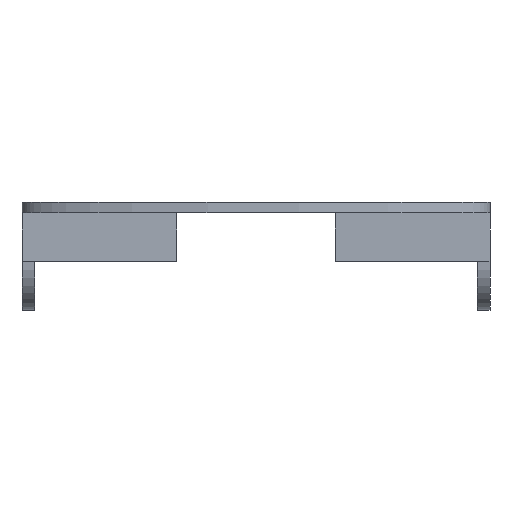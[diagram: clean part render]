
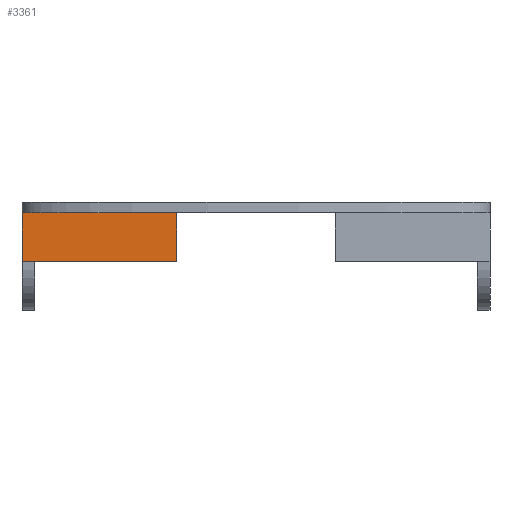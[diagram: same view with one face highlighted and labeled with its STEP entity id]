
A CAD part, left-side view. The second image highlights one B-rep face of the part: STEP entity #3361.
In plain terms, the highlighted planar face has unit normal (-1, 0, 0).
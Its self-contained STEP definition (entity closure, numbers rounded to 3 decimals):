
#47 = PLANE('',#48);
#48 = AXIS2_PLACEMENT_3D('',#49,#50,#51);
#49 = CARTESIAN_POINT('',(0.,65.,-3.18));
#50 = DIRECTION('',(0.,1.,0.));
#51 = DIRECTION('',(0.,0.,1.));
#131 = PLANE('',#132);
#132 = AXIS2_PLACEMENT_3D('',#133,#134,#135);
#133 = CARTESIAN_POINT('',(-3.881,0.,0.));
#134 = DIRECTION('',(0.,0.,1.));
#135 = DIRECTION('',(1.,0.,0.));
#453 = VERTEX_POINT('',#454);
#454 = CARTESIAN_POINT('',(-81.5,65.,-13.5));
#468 = PLANE('',#469);
#469 = AXIS2_PLACEMENT_3D('',#470,#471,#472);
#470 = CARTESIAN_POINT('',(-78.5,65.,-13.5));
#471 = DIRECTION('',(0.,0.,-1.));
#472 = DIRECTION('',(-1.,0.,0.));
#480 = EDGE_CURVE('',#453,#481,#483,.T.);
#481 = VERTEX_POINT('',#482);
#482 = CARTESIAN_POINT('',(-81.5,65.,0.));
#483 = SURFACE_CURVE('',#484,(#488,#495),.PCURVE_S1.);
#484 = LINE('',#485,#486);
#485 = CARTESIAN_POINT('',(-81.5,65.,-13.5));
#486 = VECTOR('',#487,1.);
#487 = DIRECTION('',(0.,0.,1.));
#488 = PCURVE('',#47,#489);
#489 = DEFINITIONAL_REPRESENTATION('',(#490),#494);
#490 = LINE('',#491,#492);
#491 = CARTESIAN_POINT('',(-10.32,-81.5));
#492 = VECTOR('',#493,1.);
#493 = DIRECTION('',(1.,0.));
#494 = ( GEOMETRIC_REPRESENTATION_CONTEXT(2) 
PARAMETRIC_REPRESENTATION_CONTEXT() REPRESENTATION_CONTEXT('2D SPACE',''
  ) );
#495 = PCURVE('',#496,#501);
#496 = PLANE('',#497);
#497 = AXIS2_PLACEMENT_3D('',#498,#499,#500);
#498 = CARTESIAN_POINT('',(-81.5,65.,-13.5));
#499 = DIRECTION('',(-1.,0.,0.));
#500 = DIRECTION('',(0.,0.,1.));
#501 = DEFINITIONAL_REPRESENTATION('',(#502),#506);
#502 = LINE('',#503,#504);
#503 = CARTESIAN_POINT('',(0.,0.));
#504 = VECTOR('',#505,1.);
#505 = DIRECTION('',(1.,0.));
#506 = ( GEOMETRIC_REPRESENTATION_CONTEXT(2) 
PARAMETRIC_REPRESENTATION_CONTEXT() REPRESENTATION_CONTEXT('2D SPACE',''
  ) );
#1528 = VERTEX_POINT('',#1529);
#1529 = CARTESIAN_POINT('',(-81.5,22.,0.));
#1543 = PLANE('',#1544);
#1544 = AXIS2_PLACEMENT_3D('',#1545,#1546,#1547);
#1545 = CARTESIAN_POINT('',(-65.,22.,-10.57));
#1546 = DIRECTION('',(-0.,-1.,0.));
#1547 = DIRECTION('',(0.,0.,1.));
#1555 = EDGE_CURVE('',#481,#1528,#1556,.T.);
#1556 = SURFACE_CURVE('',#1557,(#1561,#1568),.PCURVE_S1.);
#1557 = LINE('',#1558,#1559);
#1558 = CARTESIAN_POINT('',(-81.5,65.,0.));
#1559 = VECTOR('',#1560,1.);
#1560 = DIRECTION('',(-0.,-1.,0.));
#1561 = PCURVE('',#131,#1562);
#1562 = DEFINITIONAL_REPRESENTATION('',(#1563),#1567);
#1563 = LINE('',#1564,#1565);
#1564 = CARTESIAN_POINT('',(-77.619,65.));
#1565 = VECTOR('',#1566,1.);
#1566 = DIRECTION('',(0.,-1.));
#1567 = ( GEOMETRIC_REPRESENTATION_CONTEXT(2) 
PARAMETRIC_REPRESENTATION_CONTEXT() REPRESENTATION_CONTEXT('2D SPACE',''
  ) );
#1568 = PCURVE('',#496,#1569);
#1569 = DEFINITIONAL_REPRESENTATION('',(#1570),#1574);
#1570 = LINE('',#1571,#1572);
#1571 = CARTESIAN_POINT('',(13.5,0.));
#1572 = VECTOR('',#1573,1.);
#1573 = DIRECTION('',(0.,-1.));
#1574 = ( GEOMETRIC_REPRESENTATION_CONTEXT(2) 
PARAMETRIC_REPRESENTATION_CONTEXT() REPRESENTATION_CONTEXT('2D SPACE',''
  ) );
#3318 = VERTEX_POINT('',#3319);
#3319 = CARTESIAN_POINT('',(-81.5,22.,-13.5));
#3340 = EDGE_CURVE('',#453,#3318,#3341,.T.);
#3341 = SURFACE_CURVE('',#3342,(#3346,#3353),.PCURVE_S1.);
#3342 = LINE('',#3343,#3344);
#3343 = CARTESIAN_POINT('',(-81.5,65.,-13.5));
#3344 = VECTOR('',#3345,1.);
#3345 = DIRECTION('',(-0.,-1.,0.));
#3346 = PCURVE('',#468,#3347);
#3347 = DEFINITIONAL_REPRESENTATION('',(#3348),#3352);
#3348 = LINE('',#3349,#3350);
#3349 = CARTESIAN_POINT('',(3.,0.));
#3350 = VECTOR('',#3351,1.);
#3351 = DIRECTION('',(0.,-1.));
#3352 = ( GEOMETRIC_REPRESENTATION_CONTEXT(2) 
PARAMETRIC_REPRESENTATION_CONTEXT() REPRESENTATION_CONTEXT('2D SPACE',''
  ) );
#3353 = PCURVE('',#496,#3354);
#3354 = DEFINITIONAL_REPRESENTATION('',(#3355),#3359);
#3355 = LINE('',#3356,#3357);
#3356 = CARTESIAN_POINT('',(0.,0.));
#3357 = VECTOR('',#3358,1.);
#3358 = DIRECTION('',(0.,-1.));
#3359 = ( GEOMETRIC_REPRESENTATION_CONTEXT(2) 
PARAMETRIC_REPRESENTATION_CONTEXT() REPRESENTATION_CONTEXT('2D SPACE',''
  ) );
#3361 = ADVANCED_FACE('',(#3362),#496,.T.);
#3362 = FACE_BOUND('',#3363,.T.);
#3363 = EDGE_LOOP('',(#3364,#3365,#3386,#3387));
#3364 = ORIENTED_EDGE('',*,*,#3340,.T.);
#3365 = ORIENTED_EDGE('',*,*,#3366,.T.);
#3366 = EDGE_CURVE('',#3318,#1528,#3367,.T.);
#3367 = SURFACE_CURVE('',#3368,(#3372,#3379),.PCURVE_S1.);
#3368 = LINE('',#3369,#3370);
#3369 = CARTESIAN_POINT('',(-81.5,22.,-13.5));
#3370 = VECTOR('',#3371,1.);
#3371 = DIRECTION('',(0.,0.,1.));
#3372 = PCURVE('',#496,#3373);
#3373 = DEFINITIONAL_REPRESENTATION('',(#3374),#3378);
#3374 = LINE('',#3375,#3376);
#3375 = CARTESIAN_POINT('',(0.,-43.));
#3376 = VECTOR('',#3377,1.);
#3377 = DIRECTION('',(1.,0.));
#3378 = ( GEOMETRIC_REPRESENTATION_CONTEXT(2) 
PARAMETRIC_REPRESENTATION_CONTEXT() REPRESENTATION_CONTEXT('2D SPACE',''
  ) );
#3379 = PCURVE('',#1543,#3380);
#3380 = DEFINITIONAL_REPRESENTATION('',(#3381),#3385);
#3381 = LINE('',#3382,#3383);
#3382 = CARTESIAN_POINT('',(-2.93,16.5));
#3383 = VECTOR('',#3384,1.);
#3384 = DIRECTION('',(1.,0.));
#3385 = ( GEOMETRIC_REPRESENTATION_CONTEXT(2) 
PARAMETRIC_REPRESENTATION_CONTEXT() REPRESENTATION_CONTEXT('2D SPACE',''
  ) );
#3386 = ORIENTED_EDGE('',*,*,#1555,.F.);
#3387 = ORIENTED_EDGE('',*,*,#480,.F.);
